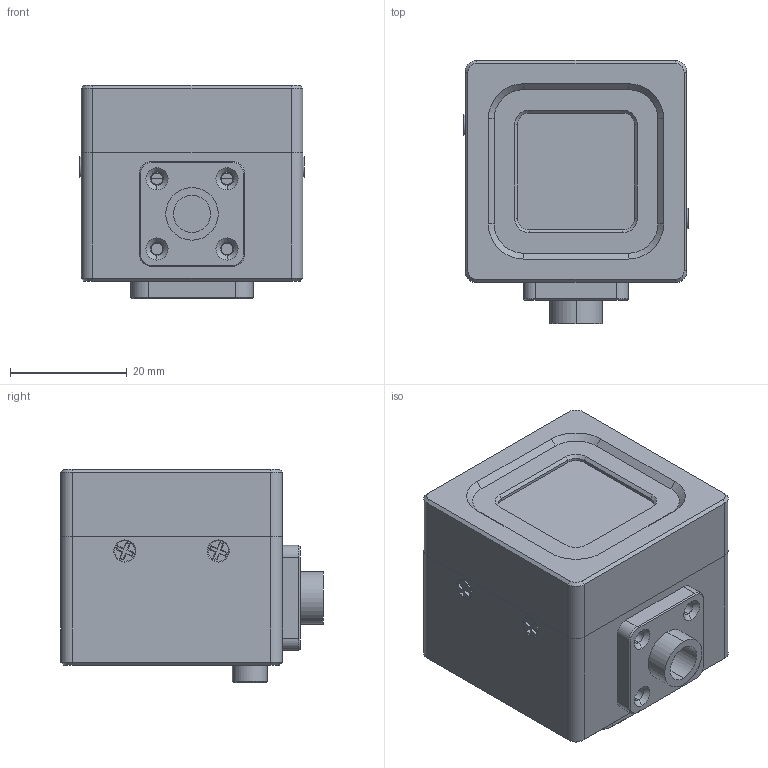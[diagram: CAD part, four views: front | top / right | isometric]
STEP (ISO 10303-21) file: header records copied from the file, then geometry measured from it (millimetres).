
FILE_DESCRIPTION (( 'STEP AP214' ), '1' );
FILE_NAME ('B0474 3D.STEP', '2024-06-26T02:14:41', ( '' ), ( '' ), 'SwSTEP 2.0', 'SolidWorks 2021', '' );
FILE_SCHEMA (( 'AUTOMOTIVE_DESIGN' ));
Length unit declared in the file: millimetre
Products named in the file (4): M2麥芛蹟佪; 捚親薯え; UVC3.0 B0485 蚾饜极; B0474 3D
Assembly tree (6 placements, depth 2):
  B0474 3D
    UVC3.0 B0485 蚾饜极
    M2麥芛蹟佪  x4
    捚親薯え
Bounding box: 38.38 x 45 x 36.5 mm (x, y, z)
Volume: 24706.5 mm3; surface area: 23475.3 mm2
Topology: 15 solids, 15 shells, 463 faces, 1140 edges, 725 vertices
Faces by surface type: plane 238, cylinder 164, cone 53, sphere 8
Entity records: 16219 total; most frequent: DIRECTION 2163, CARTESIAN_POINT 2020, ORIENTED_EDGE 1964, EDGE_CURVE 982, AXIS2_PLACEMENT_3D 772, VERTEX_POINT 629, LINE 619, VECTOR 619
